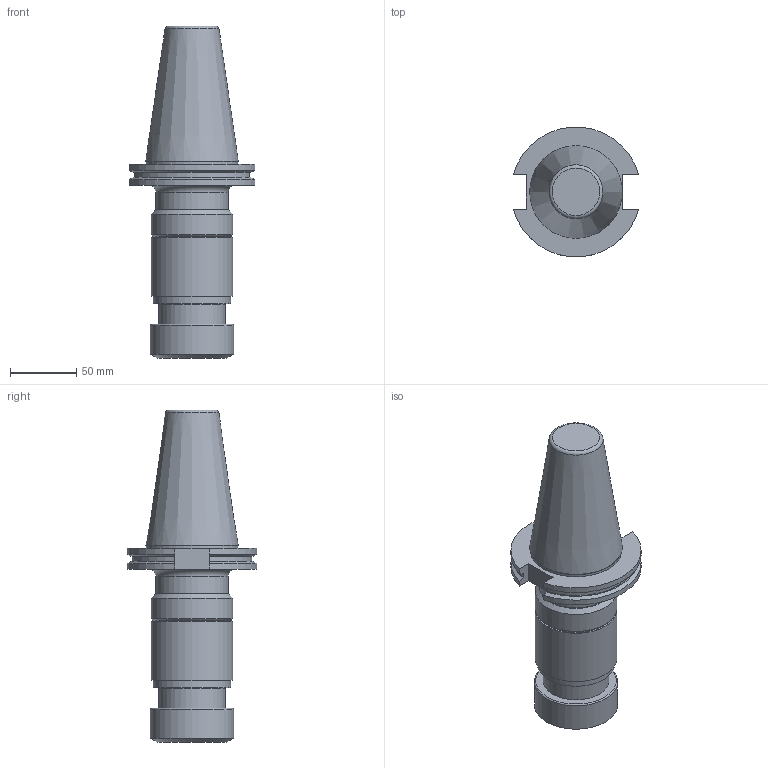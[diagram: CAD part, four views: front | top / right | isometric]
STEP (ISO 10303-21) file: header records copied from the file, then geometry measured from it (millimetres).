
FILE_DESCRIPTION(/* description */ (''),/* implementation_level */ '2;1');
FILE_NAME(/* name */ '1525690464181.stp',/* time_stamp */ '2018-05-07T12:54:33+02:00',/* author */ (''),/* organization */ ('SMS'),/* preprocessor_version */ 'ST-DEVELOPER v15',/* originating_system */ 'SIEMENS PLM Software NX 8.5',/* authorisation */ '');
FILE_SCHEMA (('AUTOMOTIVE_DESIGN { 1 0 10303 214 3 1 1 1 }'));
Length unit declared in the file: millimetre
Products named in the file (1): 112029274mod000_00
Bounding box: 94.96 x 98.03 x 251.2 mm (x, y, z)
Volume: 730044.1 mm3; surface area: 63635.7 mm2
Topology: 1 solids, 1 shells, 47 faces, 107 edges, 72 vertices
Faces by surface type: plane 19, cylinder 14, cone 11, torus 3
Full cylindrical faces by diameter (mm): 49.987 x1, 55 x1, 58.4 x1, 59.4 x1, 62 x2, 63 x1, 69.4 x1
Entity records: 1277 total; most frequent: CARTESIAN_POINT 228, DIRECTION 220, ORIENTED_EDGE 170, AXIS2_PLACEMENT_3D 92, EDGE_CURVE 85, EDGE_LOOP 72, VERTEX_POINT 65, FACE_BOUND 50
